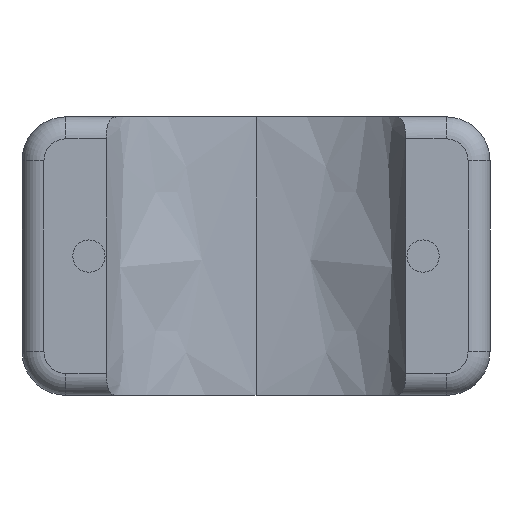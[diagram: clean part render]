
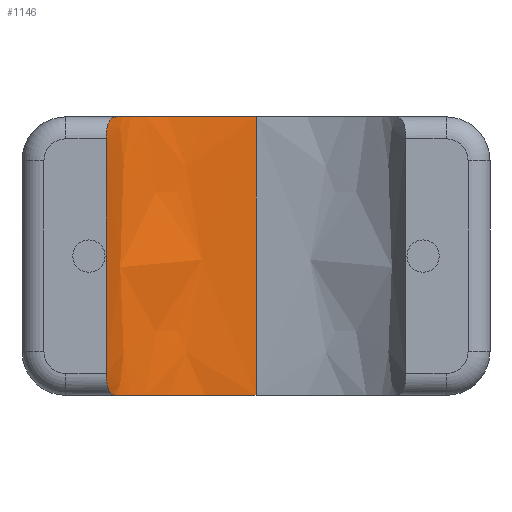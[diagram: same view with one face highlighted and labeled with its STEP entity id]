
A CAD part, front view. The second image highlights one B-rep face of the part: STEP entity #1146.
In plain terms, the highlighted free-form (B-spline) face has degree [3, 1] with [4, 2] control points.
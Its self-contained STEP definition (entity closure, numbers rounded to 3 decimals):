
#31 = VERTEX_POINT ( 'NONE', #1312 ) ;
#79 = CARTESIAN_POINT ( 'NONE',  ( 1.941, 0.071, 0.234 ) ) ;
#95 = EDGE_CURVE ( 'NONE', #804, #31, #3908, .T. ) ;
#108 = CARTESIAN_POINT ( 'NONE',  ( 2.161, 0.5, 0. ) ) ;
#133 = ORIENTED_EDGE ( 'NONE', *, *, #95, .T. ) ;
#288 = VERTEX_POINT ( 'NONE', #2473 ) ;
#318 = ORIENTED_EDGE ( 'NONE', *, *, #980, .F. ) ;
#414 = ORIENTED_EDGE ( 'NONE', *, *, #2775, .T. ) ;
#417 = FACE_OUTER_BOUND ( 'NONE', #3726, .T. ) ;
#444 = B_SPLINE_CURVE_WITH_KNOTS ( 'NONE', 3,
 ( #1782, #2045, #2401, #2734 ),
 .UNSPECIFIED., .F., .F.,
 ( 4, 4 ),
 ( 0., 0.83 ),
 .UNSPECIFIED. ) ;
#458 = EDGE_CURVE ( 'NONE', #288, #3076, #502, .T. ) ;
#502 = B_SPLINE_CURVE_WITH_KNOTS ( 'NONE', 3,
 ( #2818, #870, #1240, #1340 ),
 .UNSPECIFIED., .F., .F.,
 ( 4, 4 ),
 ( 0., 0.83 ),
 .UNSPECIFIED. ) ;
#631 = CARTESIAN_POINT ( 'NONE',  ( 2.161, 0.5, 6.35 ) ) ;
#804 = VERTEX_POINT ( 'NONE', #2700 ) ;
#853 = LINE ( 'NONE', #3614, #3056 ) ;
#858 = CARTESIAN_POINT ( 'NONE',  ( 5.335, 1.58, 0. ) ) ;
#870 = CARTESIAN_POINT ( 'NONE',  ( 4.015, 1.58, 6.35 ) ) ;
#905 = CARTESIAN_POINT ( 'NONE',  ( 2.184, 1.081, 6.35 ) ) ;
#980 = EDGE_CURVE ( 'NONE', #4031, #31, #444, .T. ) ;
#1146 = ADVANCED_FACE ( 'NONE', ( #417 ), #3081, .F. ) ;
#1159 = EDGE_CURVE ( 'NONE', #3076, #2957, #3379, .T. ) ;
#1237 = DIRECTION ( 'NONE',  ( 0., 0., 1. ) ) ;
#1240 = CARTESIAN_POINT ( 'NONE',  ( 2.714, 1.236, 6.35 ) ) ;
#1312 = CARTESIAN_POINT ( 'NONE',  ( 2.161, 0.5, 0. ) ) ;
#1340 = CARTESIAN_POINT ( 'NONE',  ( 2.161, 0.5, 6.35 ) ) ;
#1402 = CARTESIAN_POINT ( 'NONE',  ( 2.017, 0.269, 0.052 ) ) ;
#1544 = CARTESIAN_POINT ( 'NONE',  ( 2.119, 0.444, 6.35 ) ) ;
#1563 = CARTESIAN_POINT ( 'NONE',  ( 3.745, 1.58, 0. ) ) ;
#1647 = CARTESIAN_POINT ( 'NONE',  ( 1.923, 0., 5.85 ) ) ;
#1690 = CARTESIAN_POINT ( 'NONE',  ( 1.992, 0.211, 0.086 ) ) ;
#1737 = CARTESIAN_POINT ( 'NONE',  ( 2.081, 0.385, 0.009 ) ) ;
#1782 = CARTESIAN_POINT ( 'NONE',  ( 5.335, 1.58, 0. ) ) ;
#1937 = CARTESIAN_POINT ( 'NONE',  ( 1.935, 0.063, 6.128 ) ) ;
#1978 = CARTESIAN_POINT ( 'NONE',  ( 1.922, 0., 5.991 ) ) ;
#2045 = CARTESIAN_POINT ( 'NONE',  ( 4.015, 1.58, 0. ) ) ;
#2069 = CARTESIAN_POINT ( 'NONE',  ( 2.119, 0.444, 0. ) ) ;
#2115 = LINE ( 'NONE', #3215, #3451 ) ;
#2401 = CARTESIAN_POINT ( 'NONE',  ( 2.714, 1.236, 0. ) ) ;
#2473 = CARTESIAN_POINT ( 'NONE',  ( 5.335, 1.58, 6.35 ) ) ;
#2566 = CARTESIAN_POINT ( 'NONE',  ( 2.184, 1.081, 0. ) ) ;
#2677 = EDGE_CURVE ( 'NONE', #804, #2957, #853, .T. ) ;
#2700 = CARTESIAN_POINT ( 'NONE',  ( 1.923, 0., 0.5 ) ) ;
#2734 = CARTESIAN_POINT ( 'NONE',  ( 2.161, 0.5, 0. ) ) ;
#2775 = EDGE_CURVE ( 'NONE', #4031, #288, #2115, .T. ) ;
#2818 = CARTESIAN_POINT ( 'NONE',  ( 5.335, 1.58, 6.35 ) ) ;
#2839 = ORIENTED_EDGE ( 'NONE', *, *, #458, .T. ) ;
#2857 = CARTESIAN_POINT ( 'NONE',  ( 5.335, 1.58, 6.35 ) ) ;
#2870 = CARTESIAN_POINT ( 'NONE',  ( 3.745, 1.58, 6.35 ) ) ;
#2903 = CARTESIAN_POINT ( 'NONE',  ( 1.923, 0., 6.35 ) ) ;
#2957 = VERTEX_POINT ( 'NONE', #3638 ) ;
#2958 = DIRECTION ( 'NONE',  ( 0., 0., 1. ) ) ;
#3047 = CARTESIAN_POINT ( 'NONE',  ( 1.954, 0.113, 0.177 ) ) ;
#3056 = VECTOR ( 'NONE', #2958, 1000. ) ;
#3066 = CARTESIAN_POINT ( 'NONE',  ( 1.923, 0., 0.5 ) ) ;
#3076 = VERTEX_POINT ( 'NONE', #631 ) ;
#3081 = B_SPLINE_SURFACE_WITH_KNOTS ( 'NONE', 3, 1, ( 
 ( #3781, #2857 ),
 ( #1563, #2870 ),
 ( #2566, #905 ),
 ( #3183, #2903 ) ),
 .UNSPECIFIED., .F., .F., .F.,
 ( 4, 4 ),
 ( 2, 2 ),
 ( 0., 1. ),
 ( 0., 1. ),
 .UNSPECIFIED. ) ;
#3183 = CARTESIAN_POINT ( 'NONE',  ( 1.923, 0., 0. ) ) ;
#3203 = ORIENTED_EDGE ( 'NONE', *, *, #2677, .F. ) ;
#3213 = CARTESIAN_POINT ( 'NONE',  ( 2.161, 0.5, 6.35 ) ) ;
#3215 = CARTESIAN_POINT ( 'NONE',  ( 5.335, 1.58, 0. ) ) ;
#3379 = B_SPLINE_CURVE_WITH_KNOTS ( 'NONE', 3,
 ( #3213, #1544, #3852, #4183, #3531, #1937, #1978, #1647 ),
 .UNSPECIFIED., .F., .F.,
 ( 4, 2, 2, 4 ),
 ( 0., 0., 0., 0.001 ),
 .UNSPECIFIED. ) ;
#3451 = VECTOR ( 'NONE', #1237, 1000. ) ;
#3531 = CARTESIAN_POINT ( 'NONE',  ( 1.992, 0.212, 6.265 ) ) ;
#3614 = CARTESIAN_POINT ( 'NONE',  ( 1.923, 0., 0. ) ) ;
#3638 = CARTESIAN_POINT ( 'NONE',  ( 1.923, 0., 5.85 ) ) ;
#3716 = CARTESIAN_POINT ( 'NONE',  ( 1.926, 0.015, 0.36 ) ) ;
#3726 = EDGE_LOOP ( 'NONE', ( #2839, #3785, #3203, #133, #318, #414 ) ) ;
#3781 = CARTESIAN_POINT ( 'NONE',  ( 5.335, 1.58, 0. ) ) ;
#3785 = ORIENTED_EDGE ( 'NONE', *, *, #1159, .T. ) ;
#3852 = CARTESIAN_POINT ( 'NONE',  ( 2.082, 0.386, 6.341 ) ) ;
#3908 = B_SPLINE_CURVE_WITH_KNOTS ( 'NONE', 3,
 ( #3066, #4042, #3716, #79, #3047, #1690, #1402, #1737, #2069, #108 ),
 .UNSPECIFIED., .F., .F.,
 ( 4, 2, 2, 2, 4 ),
 ( 0., 0., 0., 0.001, 0.001 ),
 .UNSPECIFIED. ) ;
#4031 = VERTEX_POINT ( 'NONE', #858 ) ;
#4042 = CARTESIAN_POINT ( 'NONE',  ( 1.923, 0., 0.43 ) ) ;
#4183 = CARTESIAN_POINT ( 'NONE',  ( 2.017, 0.269, 6.298 ) ) ;
